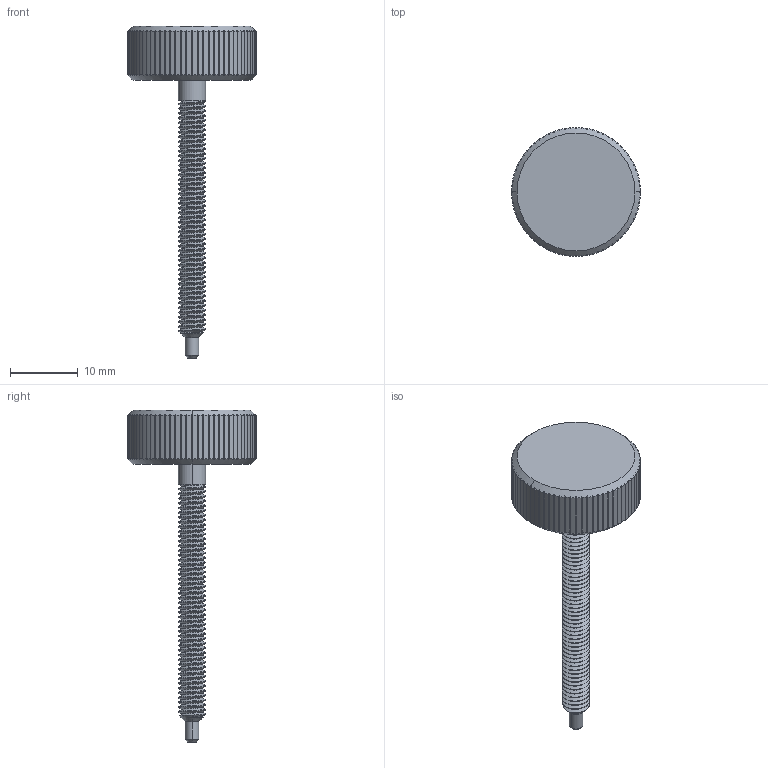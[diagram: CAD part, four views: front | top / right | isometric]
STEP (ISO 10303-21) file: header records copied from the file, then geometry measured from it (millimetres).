
FILE_DESCRIPTION (( 'STEP AP203' ), '1' );
FILE_NAME ('98014A603.STEP', '2013-09-19T16:15:48', ( '' ), ( '' ), 'SwSTEP 2.0', 'SolidWorks 2010', '' );
FILE_SCHEMA (( 'CONFIG_CONTROL_DESIGN' ));
Length unit declared in the file: millimetre
Products named in the file (1): 98014A603
Bounding box: 19 x 19 x 49 mm (x, y, z)
Volume: 2615.5 mm3; surface area: 1830.9 mm2
Topology: 1 solids, 1 shells, 505 faces, 1499 edges, 997 vertices
Faces by surface type: cylinder 346, plane 148, cone 9, bspline 2
Entity records: 21987 total; most frequent: CARTESIAN_POINT 10291, ORIENTED_EDGE 2998, DIRECTION 1832, EDGE_CURVE 1499, VERTEX_POINT 997, AXIS2_PLACEMENT_3D 667, EDGE_LOOP 506, FACE_OUTER_BOUND 505
